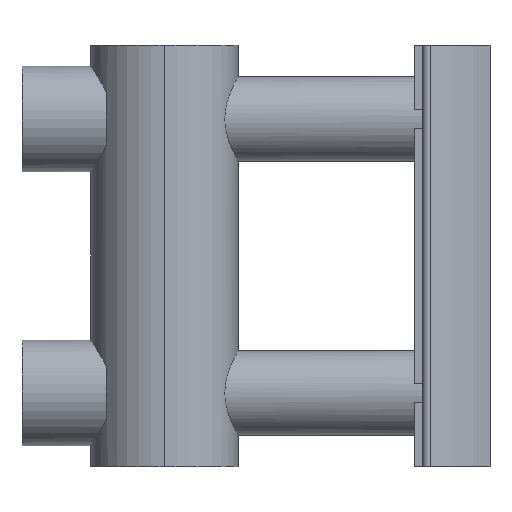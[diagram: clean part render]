
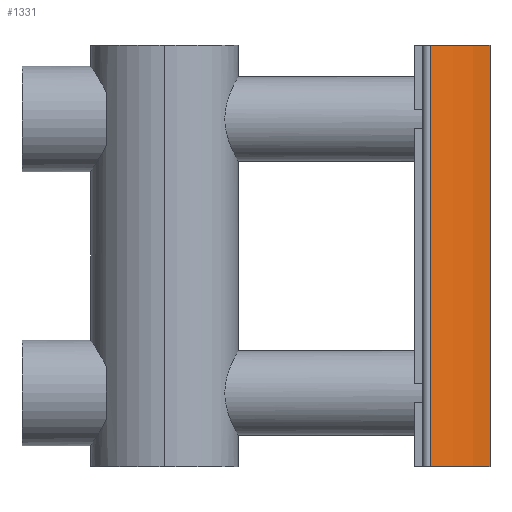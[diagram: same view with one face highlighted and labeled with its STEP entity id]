
A CAD part, left-side view. The second image highlights one B-rep face of the part: STEP entity #1331.
In plain terms, the highlighted cylindrical face has radius 15 mm (diameter 30 mm), a partial arc.
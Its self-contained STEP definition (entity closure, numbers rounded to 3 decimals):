
#36 = CARTESIAN_POINT ( 'NONE',  ( 6.879, -18.81, 20. ) ) ;
#49 = DIRECTION ( 'NONE',  ( 0., 0., 1. ) ) ;
#99 = AXIS2_PLACEMENT_3D ( 'NONE', #36, #49, #531 ) ;
#182 = LINE ( 'NONE', #760, #1089 ) ;
#295 = ORIENTED_EDGE ( 'NONE', *, *, #1663, .T. ) ;
#297 = AXIS2_PLACEMENT_3D ( 'NONE', #1297, #1450, #410 ) ;
#341 = ORIENTED_EDGE ( 'NONE', *, *, #1819, .F. ) ;
#362 = ORIENTED_EDGE ( 'NONE', *, *, #1541, .F. ) ;
#410 = DIRECTION ( 'NONE',  ( 1., 0., 0. ) ) ;
#461 = DIRECTION ( 'NONE',  ( 0., 0., 1. ) ) ;
#467 = CARTESIAN_POINT ( 'NONE',  ( -6.686, -25.213, -20. ) ) ;
#491 = VERTEX_POINT ( 'NONE', #1162 ) ;
#531 = DIRECTION ( 'NONE',  ( 1., 0., 0. ) ) ;
#658 = DIRECTION ( 'NONE',  ( 1., 0., 0. ) ) ;
#660 = ORIENTED_EDGE ( 'NONE', *, *, #1713, .F. ) ;
#747 = VECTOR ( 'NONE', #1925, 1000. ) ;
#758 = VERTEX_POINT ( 'NONE', #467 ) ;
#760 = CARTESIAN_POINT ( 'NONE',  ( -6.686, -25.213, 0. ) ) ;
#812 = CYLINDRICAL_SURFACE ( 'NONE', #1085, 15. ) ;
#825 = EDGE_LOOP ( 'NONE', ( #660, #295, #362, #341 ) ) ;
#890 = CARTESIAN_POINT ( 'NONE',  ( -2., -30.9, -20. ) ) ;
#998 = CIRCLE ( 'NONE', #99, 15. ) ;
#1085 = AXIS2_PLACEMENT_3D ( 'NONE', #1134, #1721, #658 ) ;
#1089 = VECTOR ( 'NONE', #461, 1000. ) ;
#1093 = VERTEX_POINT ( 'NONE', #890 ) ;
#1134 = CARTESIAN_POINT ( 'NONE',  ( 6.879, -18.81, 0. ) ) ;
#1162 = CARTESIAN_POINT ( 'NONE',  ( -2., -30.9, 20. ) ) ;
#1172 = CARTESIAN_POINT ( 'NONE',  ( -6.686, -25.213, 20. ) ) ;
#1297 = CARTESIAN_POINT ( 'NONE',  ( 6.879, -18.81, -20. ) ) ;
#1331 = ADVANCED_FACE ( 'NONE', ( #1800 ), #812, .T. ) ;
#1376 = CIRCLE ( 'NONE', #297, 15. ) ;
#1450 = DIRECTION ( 'NONE',  ( 0., 0., 1. ) ) ;
#1538 = VERTEX_POINT ( 'NONE', #1172 ) ;
#1541 = EDGE_CURVE ( 'NONE', #491, #1093, #1970, .T. ) ;
#1663 = EDGE_CURVE ( 'NONE', #758, #1093, #1376, .T. ) ;
#1713 = EDGE_CURVE ( 'NONE', #758, #1538, #182, .T. ) ;
#1721 = DIRECTION ( 'NONE',  ( 0., 0., 1. ) ) ;
#1800 = FACE_OUTER_BOUND ( 'NONE', #825, .T. ) ;
#1819 = EDGE_CURVE ( 'NONE', #1538, #491, #998, .T. ) ;
#1925 = DIRECTION ( 'NONE',  ( 0., 0., -1. ) ) ;
#1933 = CARTESIAN_POINT ( 'NONE',  ( -2., -30.9, 0. ) ) ;
#1970 = LINE ( 'NONE', #1933, #747 ) ;
